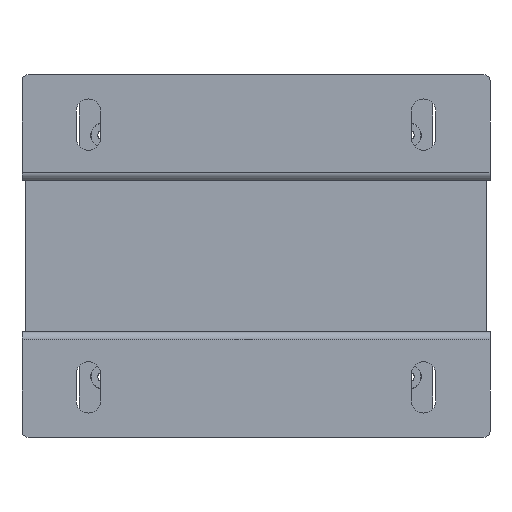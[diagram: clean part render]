
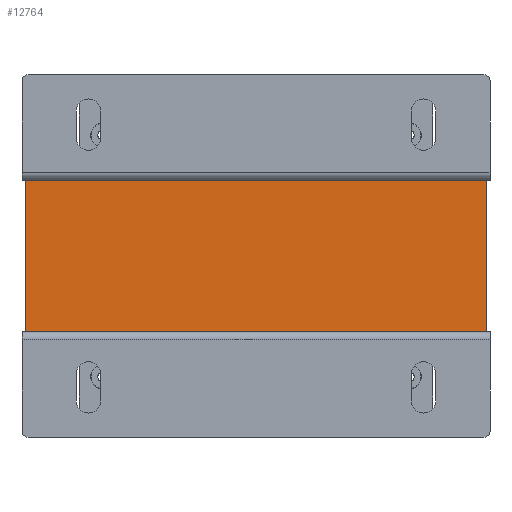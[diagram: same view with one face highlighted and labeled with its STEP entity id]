
A CAD part, front view. The second image highlights one B-rep face of the part: STEP entity #12764.
In plain terms, the highlighted planar face has unit normal (0, -1, 0).
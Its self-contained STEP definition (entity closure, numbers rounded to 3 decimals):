
#5201 = EDGE_CURVE ( 'NONE', #124088, #128322, #29430, .T. ) ;
#6458 = CARTESIAN_POINT ( 'NONE',  ( -52.999, 9.757, 114.003 ) ) ;
#7899 = ORIENTED_EDGE ( 'NONE', *, *, #145662, .F. ) ;
#12764 = ADVANCED_FACE ( 'NONE', ( #149882 ), #122670, .F. ) ;
#13290 = CARTESIAN_POINT ( 'NONE',  ( -52.999, 9.757, 164.033 ) ) ;
#16372 = ORIENTED_EDGE ( 'NONE', *, *, #5201, .T. ) ;
#17636 = LINE ( 'NONE', #6458, #139542 ) ;
#20471 = DIRECTION ( 'NONE',  ( 0., 0., -1. ) ) ;
#29430 = LINE ( 'NONE', #13290, #97581 ) ;
#42399 = EDGE_CURVE ( 'NONE', #128322, #127664, #17636, .T. ) ;
#50169 = CARTESIAN_POINT ( 'NONE',  ( -52.999, 9.757, 164.033 ) ) ;
#57473 = CARTESIAN_POINT ( 'NONE',  ( -52.999, 9.757, 114.003 ) ) ;
#60509 = ORIENTED_EDGE ( 'NONE', *, *, #166173, .F. ) ;
#66411 = CARTESIAN_POINT ( 'NONE',  ( 99.401, 9.757, 114.003 ) ) ;
#70237 = VECTOR ( 'NONE', #148477, 1000. ) ;
#75684 = CARTESIAN_POINT ( 'NONE',  ( 99.401, 9.757, 164.033 ) ) ;
#80875 = VERTEX_POINT ( 'NONE', #75684 ) ;
#88008 = AXIS2_PLACEMENT_3D ( 'NONE', #50169, #128536, #102146 ) ;
#94020 = CARTESIAN_POINT ( 'NONE',  ( -52.999, 9.757, 164.033 ) ) ;
#97581 = VECTOR ( 'NONE', #133288, 1000. ) ;
#98432 = DIRECTION ( 'NONE',  ( 1., 0., 0. ) ) ;
#98456 = VECTOR ( 'NONE', #20471, 1000. ) ;
#102146 = DIRECTION ( 'NONE',  ( 0., 0., 1. ) ) ;
#122670 = PLANE ( 'NONE',  #88008 ) ;
#124088 = VERTEX_POINT ( 'NONE', #143109 ) ;
#127664 = VERTEX_POINT ( 'NONE', #66411 ) ;
#128322 = VERTEX_POINT ( 'NONE', #57473 ) ;
#128536 = DIRECTION ( 'NONE',  ( 0., 1., 0. ) ) ;
#129592 = EDGE_LOOP ( 'NONE', ( #151370, #7899, #60509, #16372 ) ) ;
#133288 = DIRECTION ( 'NONE',  ( 0., 0., -1. ) ) ;
#135731 = LINE ( 'NONE', #94020, #70237 ) ;
#139542 = VECTOR ( 'NONE', #98432, 1000. ) ;
#143109 = CARTESIAN_POINT ( 'NONE',  ( -52.999, 9.757, 164.033 ) ) ;
#145662 = EDGE_CURVE ( 'NONE', #80875, #127664, #149800, .T. ) ;
#148117 = CARTESIAN_POINT ( 'NONE',  ( 99.401, 9.757, 164.033 ) ) ;
#148477 = DIRECTION ( 'NONE',  ( 1., 0., 0. ) ) ;
#149800 = LINE ( 'NONE', #148117, #98456 ) ;
#149882 = FACE_OUTER_BOUND ( 'NONE', #129592, .T. ) ;
#151370 = ORIENTED_EDGE ( 'NONE', *, *, #42399, .T. ) ;
#166173 = EDGE_CURVE ( 'NONE', #124088, #80875, #135731, .T. ) ;
